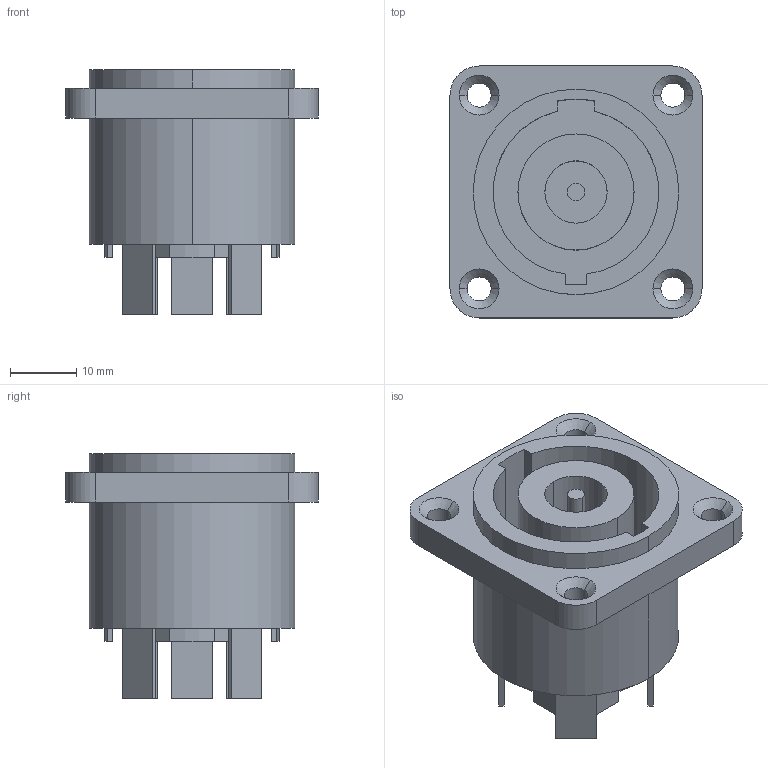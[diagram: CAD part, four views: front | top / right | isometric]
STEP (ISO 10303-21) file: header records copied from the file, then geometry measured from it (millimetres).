
FILE_DESCRIPTION((''),'2;1');
FILE_NAME('D-NLT8MP','2011-08-01T',('tho'),(''),'PRO/ENGINEER BY PARAMETRIC TECHNOLOGY CORPORATION, 2011080','PRO/ENGINEER BY PARAMETRIC TECHNOLOGY CORPORATION, 2011080','');
FILE_SCHEMA(('AUTOMOTIVE_DESIGN_CC2 { 1 2 10303 214 -1 1 5 2 }'));
Length unit declared in the file: millimetre
Products named in the file (1): D-NLT8MP
Bounding box: 38 x 38 x 36.9 mm (x, y, z)
Volume: 16685.9 mm3; surface area: 10888.7 mm2
Topology: 1 solids, 1 shells, 139 faces, 346 edges, 228 vertices
Faces by surface type: plane 97, cylinder 34, cone 8
Entity records: 4351 total; most frequent: CARTESIAN_POINT 713, DIRECTION 700, ORIENTED_EDGE 692, EDGE_CURVE 346, VECTOR 270, LINE 270, VERTEX_POINT 228, AXIS2_PLACEMENT_3D 215
